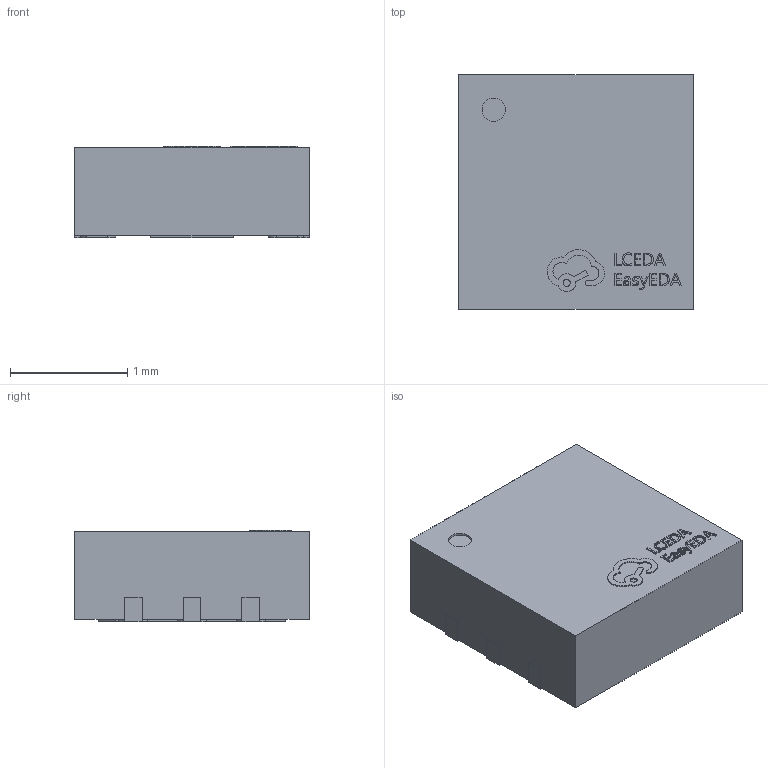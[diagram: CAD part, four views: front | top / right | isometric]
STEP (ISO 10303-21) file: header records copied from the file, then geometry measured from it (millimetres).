
FILE_DESCRIPTION (( 'STEP AP214' ), '1' );
FILE_NAME ('DFN-6_L2.0-W2.0-P0.STEP', '2022-09-17T09:33:01', ( '' ), ( '' ), 'SwSTEP 2.0', 'SolidWorks 2017', '' );
FILE_SCHEMA (( 'AUTOMOTIVE_DESIGN' ));
Length unit declared in the file: millimetre
Products named in the file (1): DFN-6_L2.0-W2.0-P0
Bounding box: 2 x 2 x 0.78 mm (x, y, z)
Volume: 3 mm3; surface area: 14.3 mm2
Topology: 1 solids, 1 shells, 311 faces, 864 edges, 576 vertices
Faces by surface type: plane 199, bspline 98, cylinder 14
Entity records: 11439 total; most frequent: CARTESIAN_POINT 3062, ORIENTED_EDGE 1728, DIRECTION 1120, EDGE_CURVE 864, LINE 636, VECTOR 636, VERTEX_POINT 576, EDGE_LOOP 332
